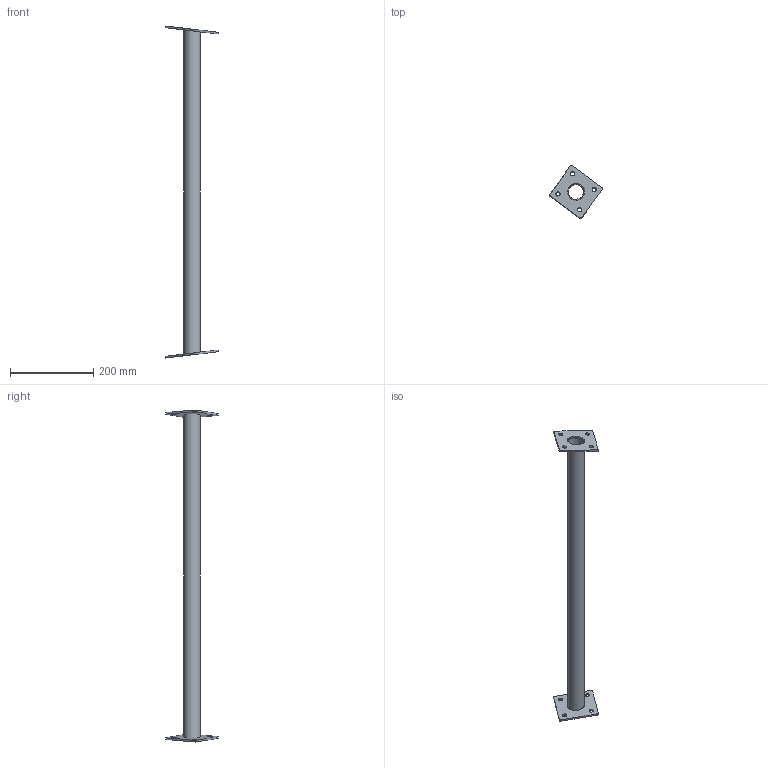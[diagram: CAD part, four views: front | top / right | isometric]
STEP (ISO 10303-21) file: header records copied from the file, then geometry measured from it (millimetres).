
FILE_DESCRIPTION(/* description */ (''),/* implementation_level */ '2;1');
FILE_NAME(/* name */ 'ASM0003_ASM.stp',/* time_stamp */ '2016-06-02T11:01:04+02:00',/* author */ (''),/* organization */ (''),/* preprocessor_version */ 'ST-DEVELOPER v16.5',/* originating_system */ 'Autodesk Translation Framework v5.0.0.3310',/* authorisation */ '');
FILE_SCHEMA (('AUTOMOTIVE_DESIGN { 1 0 10303 214 3 1 1 }'));
Length unit declared in the file: centimetre
Products named in the file (5): ASM0003_ASM; PTT01S006001A_TB_INT_DUOMO_POST; PTT01S009002A_INT_DUOMO_POST_17_ASM; MANIFOLD_SOLID_BREP_906; MANIFOLD_SOLID_BREP_1567
Assembly tree (4 placements, depth 3):
  ASM0003_ASM
    PTT01S006001A_TB_INT_DUOMO_POST
    PTT01S009002A_INT_DUOMO_POST_17_ASM
      MANIFOLD_SOLID_BREP_906
      MANIFOLD_SOLID_BREP_1567
Bounding box: 126.74 x 126.11 x 795.57 mm (x, y, z)
Volume: 239630.1 mm3; surface area: 217475.8 mm2
Topology: 3 solids, 3 shells, 34 faces, 84 edges, 56 vertices
Faces by surface type: cylinder 20, plane 14
Full cylindrical faces by diameter (mm): 10.2 x8, 36 x1, 40 x1, 40.6 x2
Entity records: 1115 total; most frequent: DIRECTION 198, CARTESIAN_POINT 171, ORIENTED_EDGE 144, AXIS2_PLACEMENT_3D 83, EDGE_CURVE 72, EDGE_LOOP 68, VERTEX_POINT 56, CIRCLE 36
